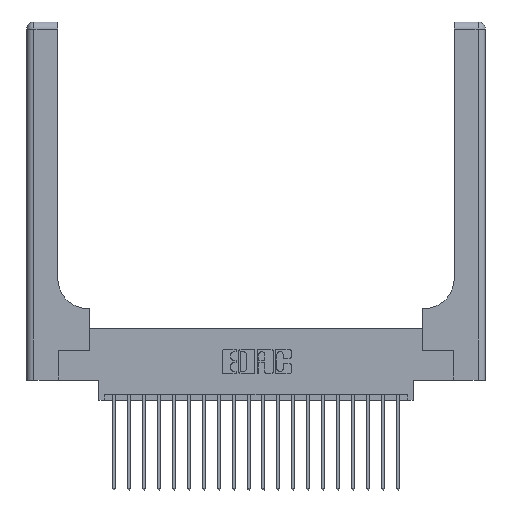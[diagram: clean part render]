
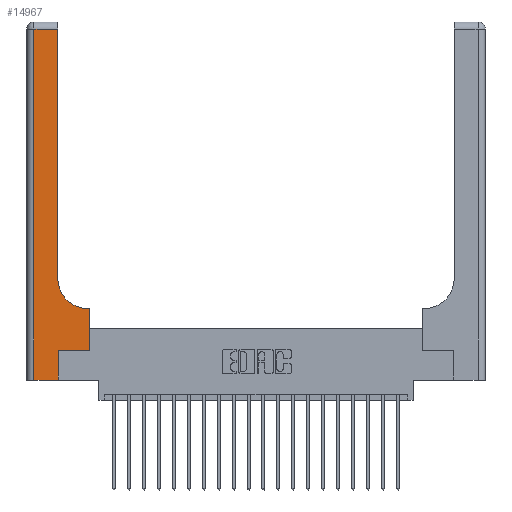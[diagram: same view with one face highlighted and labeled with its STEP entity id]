
A CAD part, top view. The second image highlights one B-rep face of the part: STEP entity #14967.
In plain terms, the highlighted planar face has unit normal (0, 0, 1).
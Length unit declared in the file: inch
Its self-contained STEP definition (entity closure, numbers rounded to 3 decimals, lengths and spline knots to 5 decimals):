
#506 = VERTEX_POINT ( 'NONE', #12882 ) ;
#562 = VECTOR ( 'NONE', #7358, 39.37008 ) ;
#739 = EDGE_CURVE ( 'NONE', #16853, #2078, #1993, .T. ) ;
#754 = VECTOR ( 'NONE', #12664, 39.37008 ) ;
#776 = DIRECTION ( 'NONE',  ( 0., 1., 0. ) ) ;
#976 = EDGE_CURVE ( 'NONE', #9650, #21092, #4283, .T. ) ;
#1168 = LINE ( 'NONE', #4373, #13337 ) ;
#1174 = ORIENTED_EDGE ( 'NONE', *, *, #19139, .T. ) ;
#1993 = LINE ( 'NONE', #8812, #8313 ) ;
#2078 = VERTEX_POINT ( 'NONE', #19854 ) ;
#2190 = FACE_OUTER_BOUND ( 'NONE', #3828, .T. ) ;
#2295 = CARTESIAN_POINT ( 'NONE',  ( 0.06, 2.94, 0.37 ) ) ;
#2411 = VERTEX_POINT ( 'NONE', #8807 ) ;
#2687 = VECTOR ( 'NONE', #12856, 39.37008 ) ;
#2928 = EDGE_CURVE ( 'NONE', #21092, #18650, #15925, .T. ) ;
#3051 = DIRECTION ( 'NONE',  ( -1., 0., 0. ) ) ;
#3602 = VERTEX_POINT ( 'NONE', #20291 ) ;
#3828 = EDGE_LOOP ( 'NONE', ( #10686, #1174, #15978, #7313, #15204, #20278, #12039, #7318, #8684 ) ) ;
#4283 = LINE ( 'NONE', #21262, #2687 ) ;
#4373 = CARTESIAN_POINT ( 'NONE',  ( 0., 2.94, 0.37 ) ) ;
#4768 = CARTESIAN_POINT ( 'NONE',  ( 0.06, 0., 0.37 ) ) ;
#5091 = EDGE_CURVE ( 'NONE', #3602, #506, #9624, .T. ) ;
#5357 = DIRECTION ( 'NONE',  ( -1., 0., 0. ) ) ;
#5445 = VERTEX_POINT ( 'NONE', #2295 ) ;
#5955 = CARTESIAN_POINT ( 'NONE',  ( 0.265, 0., 0.37 ) ) ;
#6981 = EDGE_CURVE ( 'NONE', #18650, #3602, #8768, .T. ) ;
#7313 = ORIENTED_EDGE ( 'NONE', *, *, #739, .T. ) ;
#7318 = ORIENTED_EDGE ( 'NONE', *, *, #6981, .T. ) ;
#7358 = DIRECTION ( 'NONE',  ( 0., 1., 0. ) ) ;
#7828 = CARTESIAN_POINT ( 'NONE',  ( 0.51, 0.85, 0.37 ) ) ;
#7850 = CARTESIAN_POINT ( 'NONE',  ( 0., 3., 0.37 ) ) ;
#8313 = VECTOR ( 'NONE', #10242, 39.37008 ) ;
#8684 = ORIENTED_EDGE ( 'NONE', *, *, #5091, .T. ) ;
#8708 = AXIS2_PLACEMENT_3D ( 'NONE', #7850, #12319, #17785 ) ;
#8768 = LINE ( 'NONE', #15696, #13257 ) ;
#8785 = VECTOR ( 'NONE', #15627, 39.37008 ) ;
#8796 = CARTESIAN_POINT ( 'NONE',  ( 0.06, 3., 0.37 ) ) ;
#8807 = CARTESIAN_POINT ( 'NONE',  ( 0.26, 2.94, 0.37 ) ) ;
#8812 = CARTESIAN_POINT ( 'NONE',  ( 0., 0., 0.37 ) ) ;
#8889 = PLANE ( 'NONE',  #8708 ) ;
#8987 = CARTESIAN_POINT ( 'NONE',  ( 0.265, 0.25, 0.37 ) ) ;
#9599 = CARTESIAN_POINT ( 'NONE',  ( 0.528, 0.25, 0.37 ) ) ;
#9624 = CIRCLE ( 'NONE', #21253, 0.25 ) ;
#9650 = VERTEX_POINT ( 'NONE', #8987 ) ;
#10242 = DIRECTION ( 'NONE',  ( 1., 0., 0. ) ) ;
#10686 = ORIENTED_EDGE ( 'NONE', *, *, #20281, .T. ) ;
#10980 = LINE ( 'NONE', #8796, #8785 ) ;
#11250 = DIRECTION ( 'NONE',  ( 0., 0., -1. ) ) ;
#11633 = VECTOR ( 'NONE', #776, 39.37008 ) ;
#12039 = ORIENTED_EDGE ( 'NONE', *, *, #2928, .T. ) ;
#12319 = DIRECTION ( 'NONE',  ( 0., 0., -1. ) ) ;
#12560 = LINE ( 'NONE', #5955, #754 ) ;
#12664 = DIRECTION ( 'NONE',  ( 0., 1., 0. ) ) ;
#12856 = DIRECTION ( 'NONE',  ( 1., 0., 0. ) ) ;
#12882 = CARTESIAN_POINT ( 'NONE',  ( 0.26, 0.85, 0.37 ) ) ;
#13257 = VECTOR ( 'NONE', #5357, 39.37008 ) ;
#13337 = VECTOR ( 'NONE', #3051, 39.37008 ) ;
#14967 = ADVANCED_FACE ( 'NONE', ( #2190 ), #8889, .F. ) ;
#15204 = ORIENTED_EDGE ( 'NONE', *, *, #21564, .T. ) ;
#15627 = DIRECTION ( 'NONE',  ( 0., -1., 0. ) ) ;
#15696 = CARTESIAN_POINT ( 'NONE',  ( 0.26, 0.6, 0.37 ) ) ;
#15826 = CARTESIAN_POINT ( 'NONE',  ( 0.528, 0.25, 0.37 ) ) ;
#15925 = LINE ( 'NONE', #15826, #562 ) ;
#15978 = ORIENTED_EDGE ( 'NONE', *, *, #19024, .T. ) ;
#16291 = CARTESIAN_POINT ( 'NONE',  ( 0.26, 3., 0.37 ) ) ;
#16853 = VERTEX_POINT ( 'NONE', #4768 ) ;
#17785 = DIRECTION ( 'NONE',  ( -1., 0., 0. ) ) ;
#17967 = LINE ( 'NONE', #16291, #11633 ) ;
#18650 = VERTEX_POINT ( 'NONE', #19331 ) ;
#19024 = EDGE_CURVE ( 'NONE', #5445, #16853, #10980, .T. ) ;
#19139 = EDGE_CURVE ( 'NONE', #2411, #5445, #1168, .T. ) ;
#19324 = DIRECTION ( 'NONE',  ( 1., 0., 0. ) ) ;
#19331 = CARTESIAN_POINT ( 'NONE',  ( 0.528, 0.6, 0.37 ) ) ;
#19854 = CARTESIAN_POINT ( 'NONE',  ( 0.265, 0., 0.37 ) ) ;
#20278 = ORIENTED_EDGE ( 'NONE', *, *, #976, .T. ) ;
#20281 = EDGE_CURVE ( 'NONE', #506, #2411, #17967, .T. ) ;
#20291 = CARTESIAN_POINT ( 'NONE',  ( 0.51, 0.6, 0.37 ) ) ;
#21092 = VERTEX_POINT ( 'NONE', #9599 ) ;
#21253 = AXIS2_PLACEMENT_3D ( 'NONE', #7828, #11250, #19324 ) ;
#21262 = CARTESIAN_POINT ( 'NONE',  ( 0.265, 0.25, 0.37 ) ) ;
#21564 = EDGE_CURVE ( 'NONE', #2078, #9650, #12560, .T. ) ;
